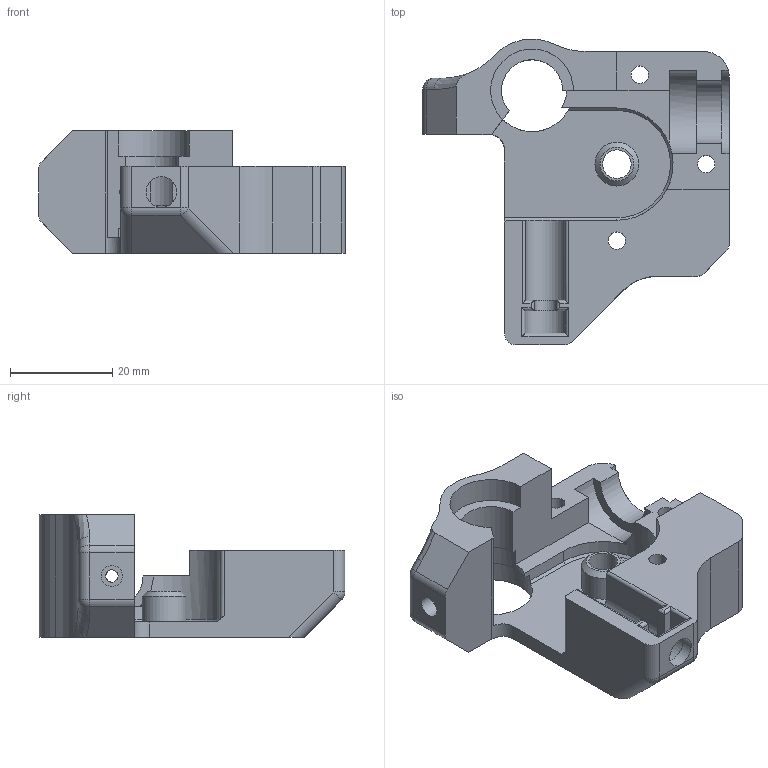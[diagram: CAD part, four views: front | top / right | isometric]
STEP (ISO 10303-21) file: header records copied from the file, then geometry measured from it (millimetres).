
FILE_DESCRIPTION(/* description */ ('FreeCAD Model'),/* implementation_level */ '2;1');
FILE_NAME(/* name */ 'Drakon_1.75_Body.stp',/* time_stamp */ '2020-03-21T12:38:58+00:00',/* author */ ('Ax'),/* organization */ (''),/* preprocessor_version */ 'ST-DEVELOPER v17',/* originating_system */ 'Autodesk Inventor 2019',/* authorisation */ 'Unknown');
FILE_SCHEMA (('AUTOMOTIVE_DESIGN { 1 0 10303 214 3 1 1 }'));
Length unit declared in the file: millimetre
Products named in the file (1): RAMPSDrakon_1.75_Body
Bounding box: 60 x 59.85 x 24 mm (x, y, z)
Volume: 24173.7 mm3; surface area: 10990.5 mm2
Topology: 1 solids, 1 shells, 111 faces, 313 edges, 205 vertices
Faces by surface type: plane 53, cylinder 49, sphere 4, cone 3, bspline 2
Full cylindrical faces by diameter (mm): 2.4 x1, 3.4 x3, 4.15 x1, 5.6 x1, 6 x1, 8.6 x1, 16.1 x1
Entity records: 3772 total; most frequent: CARTESIAN_POINT 732, DIRECTION 644, ORIENTED_EDGE 626, EDGE_CURVE 313, AXIS2_PLACEMENT_3D 229, VERTEX_POINT 205, LINE 186, VECTOR 186
